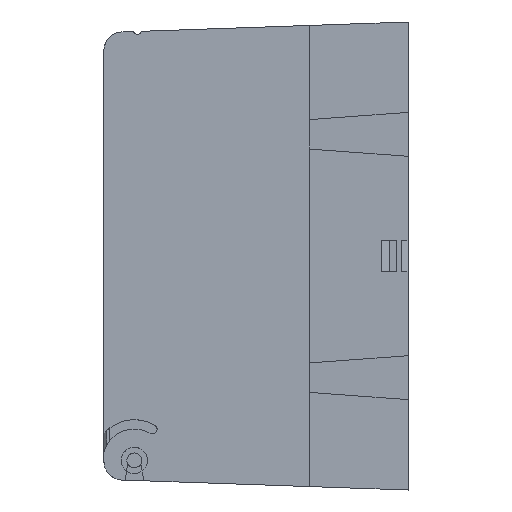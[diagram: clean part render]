
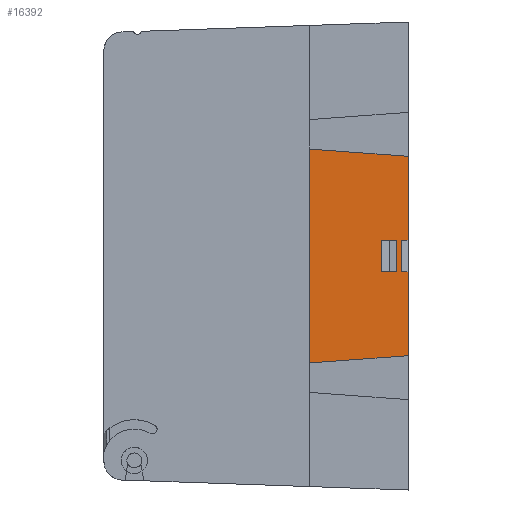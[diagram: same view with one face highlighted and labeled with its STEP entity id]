
A CAD part, left-side view. The second image highlights one B-rep face of the part: STEP entity #16392.
In plain terms, the highlighted planar face has unit normal (-1, 0, 0).
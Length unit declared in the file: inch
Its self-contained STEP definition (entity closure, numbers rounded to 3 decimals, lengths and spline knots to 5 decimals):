
#75 = LINE ( 'NONE', #35612, #38896 ) ;
#287 = ORIENTED_EDGE ( 'NONE', *, *, #2328, .T. ) ;
#692 = VECTOR ( 'NONE', #50175, 39.37008 ) ;
#1188 = CARTESIAN_POINT ( 'NONE',  ( -2.6392, -1.5184, 0.17 ) ) ;
#1326 = DIRECTION ( 'NONE',  ( 0., -0.997, 0.074 ) ) ;
#1398 = AXIS2_PLACEMENT_3D ( 'NONE', #40561, #10257, #45631 ) ;
#1773 = CARTESIAN_POINT ( 'NONE',  ( -2.6392, -1.8, -0.17 ) ) ;
#2328 = EDGE_CURVE ( 'NONE', #48804, #61809, #5024, .T. ) ;
#4442 = CARTESIAN_POINT ( 'NONE',  ( -2.6392, -0.99739, 1.12449 ) ) ;
#5024 = LINE ( 'NONE', #61439, #5738 ) ;
#5303 = DIRECTION ( 'NONE',  ( 0., 0., 1. ) ) ;
#5451 = DIRECTION ( 'NONE',  ( 0., 0., 1. ) ) ;
#5738 = VECTOR ( 'NONE', #8865, 39.37008 ) ;
#6274 = DIRECTION ( 'NONE',  ( 0., 1., 0. ) ) ;
#6564 = EDGE_CURVE ( 'NONE', #50469, #7253, #29931, .T. ) ;
#6824 = VECTOR ( 'NONE', #35302, 39.37008 ) ;
#7253 = VERTEX_POINT ( 'NONE', #27961 ) ;
#7539 = LINE ( 'NONE', #35771, #44196 ) ;
#7690 = VERTEX_POINT ( 'NONE', #10950 ) ;
#7805 = EDGE_CURVE ( 'NONE', #63298, #47269, #23941, .T. ) ;
#8075 = DIRECTION ( 'NONE',  ( 0., 1., 0. ) ) ;
#8089 = CARTESIAN_POINT ( 'NONE',  ( -2.6392, -1.8, 0.17 ) ) ;
#8865 = DIRECTION ( 'NONE',  ( 0., 1., 0. ) ) ;
#9539 = LINE ( 'NONE', #10385, #21475 ) ;
#10257 = DIRECTION ( 'NONE',  ( -1., 0., 0. ) ) ;
#10385 = CARTESIAN_POINT ( 'NONE',  ( -2.6392, -1.73, 0.17 ) ) ;
#10417 = VERTEX_POINT ( 'NONE', #58753 ) ;
#10950 = CARTESIAN_POINT ( 'NONE',  ( -2.6392, -1.5184, 0.17 ) ) ;
#11185 = ORIENTED_EDGE ( 'NONE', *, *, #18006, .T. ) ;
#11536 = ORIENTED_EDGE ( 'NONE', *, *, #29483, .T. ) ;
#11820 = VECTOR ( 'NONE', #6274, 39.37008 ) ;
#11994 = LINE ( 'NONE', #1188, #11820 ) ;
#12361 = ORIENTED_EDGE ( 'NONE', *, *, #31601, .T. ) ;
#16137 = CARTESIAN_POINT ( 'NONE',  ( -2.6392, -1.5184, -0.17 ) ) ;
#16392 = ADVANCED_FACE ( 'NONE', ( #55482, #49163 ), #50490, .T. ) ;
#16703 = ORIENTED_EDGE ( 'NONE', *, *, #62906, .T. ) ;
#17320 = VERTEX_POINT ( 'NONE', #59380 ) ;
#18006 = EDGE_CURVE ( 'NONE', #10417, #63298, #7539, .T. ) ;
#18987 = ORIENTED_EDGE ( 'NONE', *, *, #6564, .F. ) ;
#19744 = DIRECTION ( 'NONE',  ( 0., -0.997, -0.074 ) ) ;
#20365 = CARTESIAN_POINT ( 'NONE',  ( -2.6392, -1.8, -0.17 ) ) ;
#21475 = VECTOR ( 'NONE', #45756, 39.37008 ) ;
#22003 = CARTESIAN_POINT ( 'NONE',  ( -2.6392, -0.75, 2.21333 ) ) ;
#23587 = ORIENTED_EDGE ( 'NONE', *, *, #44250, .F. ) ;
#23941 = LINE ( 'NONE', #1773, #62496 ) ;
#26789 = CARTESIAN_POINT ( 'NONE',  ( -2.6392, -1.5184, 0.17 ) ) ;
#26964 = CARTESIAN_POINT ( 'NONE',  ( -2.6392, -0.75, 1.14282 ) ) ;
#27961 = CARTESIAN_POINT ( 'NONE',  ( -2.6392, -1.73, 0.17 ) ) ;
#28396 = LINE ( 'NONE', #26789, #49849 ) ;
#29483 = EDGE_CURVE ( 'NONE', #17320, #48804, #32144, .T. ) ;
#29931 = LINE ( 'NONE', #50320, #692 ) ;
#30738 = VECTOR ( 'NONE', #1326, 39.37008 ) ;
#30866 = LINE ( 'NONE', #31660, #30738 ) ;
#31601 = EDGE_CURVE ( 'NONE', #47654, #10417, #30866, .T. ) ;
#31660 = CARTESIAN_POINT ( 'NONE',  ( -2.6392, -1.8, -1.065 ) ) ;
#32144 = LINE ( 'NONE', #65350, #6824 ) ;
#32596 = CARTESIAN_POINT ( 'NONE',  ( -2.6392, -0.75, -1.14282 ) ) ;
#33802 = ORIENTED_EDGE ( 'NONE', *, *, #45147, .F. ) ;
#35302 = DIRECTION ( 'NONE',  ( 0., 0., -1. ) ) ;
#35612 = CARTESIAN_POINT ( 'NONE',  ( -2.6392, -1.8, -2.25 ) ) ;
#35771 = CARTESIAN_POINT ( 'NONE',  ( -2.6392, -1.8, -2.25 ) ) ;
#36747 = CARTESIAN_POINT ( 'NONE',  ( -2.6392, -1.8, 1.065 ) ) ;
#38896 = VECTOR ( 'NONE', #5303, 39.37008 ) ;
#38936 = LINE ( 'NONE', #22003, #50787 ) ;
#39555 = CARTESIAN_POINT ( 'NONE',  ( -2.6392, -1.68, -0.17 ) ) ;
#39950 = ORIENTED_EDGE ( 'NONE', *, *, #59872, .F. ) ;
#40561 = CARTESIAN_POINT ( 'NONE',  ( -2.6392, -0.75, -2.21333 ) ) ;
#43008 = EDGE_CURVE ( 'NONE', #17320, #7690, #11994, .T. ) ;
#44196 = VECTOR ( 'NONE', #5451, 39.37008 ) ;
#44250 = EDGE_CURVE ( 'NONE', #7690, #61809, #28396, .T. ) ;
#45147 = EDGE_CURVE ( 'NONE', #64583, #57824, #62406, .T. ) ;
#45631 = DIRECTION ( 'NONE',  ( 0., 0., 1. ) ) ;
#45756 = DIRECTION ( 'NONE',  ( 0., 0., -1. ) ) ;
#47269 = VERTEX_POINT ( 'NONE', #63637 ) ;
#47654 = VERTEX_POINT ( 'NONE', #32596 ) ;
#48804 = VERTEX_POINT ( 'NONE', #39555 ) ;
#49079 = ORIENTED_EDGE ( 'NONE', *, *, #43008, .F. ) ;
#49163 = FACE_BOUND ( 'NONE', #56833, .T. ) ;
#49757 = EDGE_LOOP ( 'NONE', ( #18987, #58737, #33802, #16703, #12361, #11185, #53598, #39950 ) ) ;
#49849 = VECTOR ( 'NONE', #61963, 39.37008 ) ;
#50175 = DIRECTION ( 'NONE',  ( 0., 1., 0. ) ) ;
#50320 = CARTESIAN_POINT ( 'NONE',  ( -2.6392, -1.8, 0.17 ) ) ;
#50469 = VERTEX_POINT ( 'NONE', #8089 ) ;
#50490 = PLANE ( 'NONE',  #1398 ) ;
#50787 = VECTOR ( 'NONE', #57250, 39.37008 ) ;
#53598 = ORIENTED_EDGE ( 'NONE', *, *, #7805, .T. ) ;
#55295 = EDGE_CURVE ( 'NONE', #50469, #57824, #75, .T. ) ;
#55482 = FACE_OUTER_BOUND ( 'NONE', #49757, .T. ) ;
#56833 = EDGE_LOOP ( 'NONE', ( #49079, #11536, #287, #23587 ) ) ;
#57250 = DIRECTION ( 'NONE',  ( 0., 0., -1. ) ) ;
#57824 = VERTEX_POINT ( 'NONE', #36747 ) ;
#58737 = ORIENTED_EDGE ( 'NONE', *, *, #55295, .T. ) ;
#58753 = CARTESIAN_POINT ( 'NONE',  ( -2.6392, -1.8, -1.065 ) ) ;
#59380 = CARTESIAN_POINT ( 'NONE',  ( -2.6392, -1.68, 0.17 ) ) ;
#59872 = EDGE_CURVE ( 'NONE', #7253, #47269, #9539, .T. ) ;
#61439 = CARTESIAN_POINT ( 'NONE',  ( -2.6392, -1.5184, -0.17 ) ) ;
#61809 = VERTEX_POINT ( 'NONE', #16137 ) ;
#61963 = DIRECTION ( 'NONE',  ( 0., 0., -1. ) ) ;
#62192 = VECTOR ( 'NONE', #19744, 39.37008 ) ;
#62406 = LINE ( 'NONE', #4442, #62192 ) ;
#62496 = VECTOR ( 'NONE', #8075, 39.37008 ) ;
#62906 = EDGE_CURVE ( 'NONE', #64583, #47654, #38936, .T. ) ;
#63298 = VERTEX_POINT ( 'NONE', #20365 ) ;
#63637 = CARTESIAN_POINT ( 'NONE',  ( -2.6392, -1.73, -0.17 ) ) ;
#64583 = VERTEX_POINT ( 'NONE', #26964 ) ;
#65350 = CARTESIAN_POINT ( 'NONE',  ( -2.6392, -1.68, 0.17 ) ) ;
